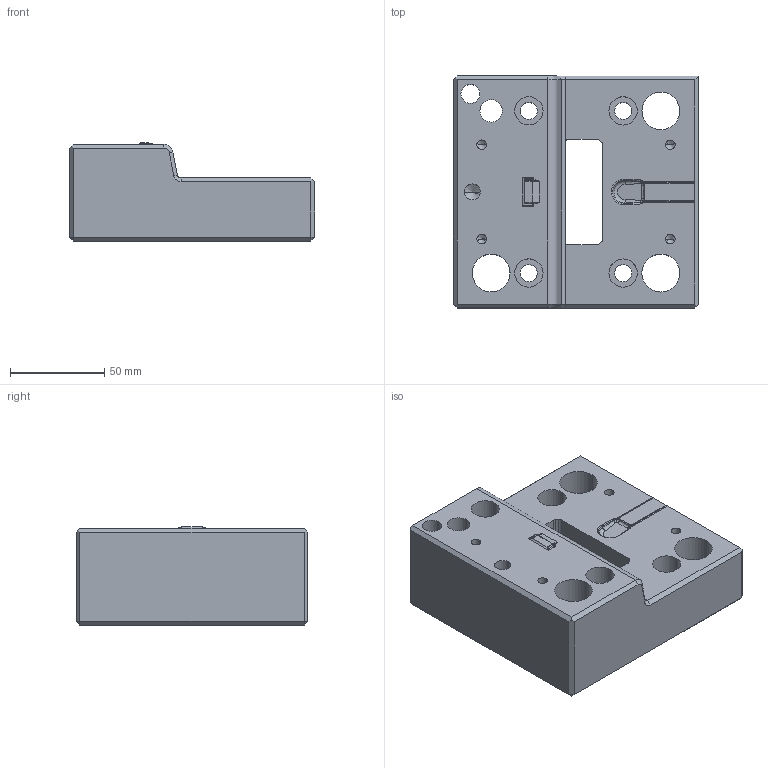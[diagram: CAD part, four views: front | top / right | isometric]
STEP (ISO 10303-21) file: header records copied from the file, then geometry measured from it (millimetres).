
FILE_DESCRIPTION (( 'STEP AP214' ), '1' );
FILE_NAME ('bau0198728562.step', '2023-01-24T06:04:26', ( '' ), ( '' ), 'SwSTEP 2.0', 'SolidWorks 2022', '' );
FILE_SCHEMA (( 'AUTOMOTIVE_DESIGN' ));
Length unit declared in the file: millimetre
Products named in the file (1): bau0198728562
Bounding box: 130 x 123 x 52.06 mm (x, y, z)
Volume: 548263 mm3; surface area: 72515.1 mm2
Topology: 1 solids, 1 shells, 184 faces, 446 edges, 264 vertices
Faces by surface type: cylinder 72, plane 49, bspline 33, cone 17, torus 7, sphere 6
Entity records: 5914 total; most frequent: CARTESIAN_POINT 1742, ORIENTED_EDGE 872, DIRECTION 803, EDGE_CURVE 436, AXIS2_PLACEMENT_3D 306, VERTEX_POINT 264, EDGE_LOOP 214, LINE 191
